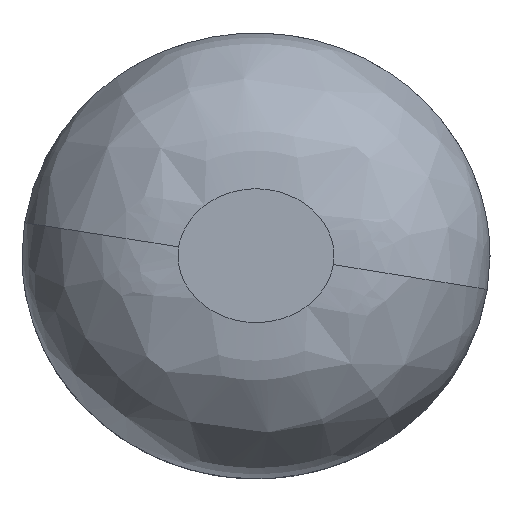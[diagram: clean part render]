
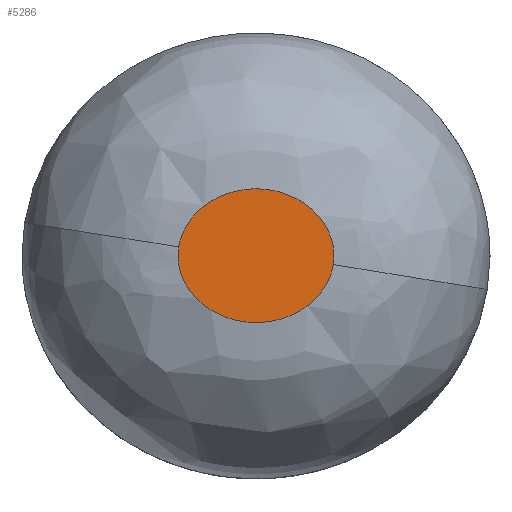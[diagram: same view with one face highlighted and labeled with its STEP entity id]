
A CAD part, top view. The second image highlights one B-rep face of the part: STEP entity #5286.
In plain terms, the highlighted planar face has unit normal (0, 0, 1).
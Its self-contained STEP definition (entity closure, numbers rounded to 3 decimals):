
#1157 = CARTESIAN_POINT ( 'NONE',  ( -0.412, -0.509, 0. ) ) ;
#2390 = ORIENTED_EDGE ( 'NONE', *, *, #21957, .T. ) ;
#2842 = CARTESIAN_POINT ( 'NONE',  ( 0.694, -0.08, 0. ) ) ;
#2886 = CARTESIAN_POINT ( 'NONE',  ( -0.694, 0.079, 0. ) ) ;
#3337 = CARTESIAN_POINT ( 'NONE',  ( 0.641, 0.253, 0. ) ) ;
#4766 = CARTESIAN_POINT ( 'NONE',  ( 0.545, -0.383, 0. ) ) ;
#4991 = CARTESIAN_POINT ( 'NONE',  ( 0.482, -0.44, 0. ) ) ;
#5286 = ADVANCED_FACE ( 'NONE', ( #8229 ), #11697, .T. ) ;
#6065 = ORIENTED_EDGE ( 'NONE', *, *, #20827, .T. ) ;
#6226 = CARTESIAN_POINT ( 'NONE',  ( 0.68, -0.164, 0. ) ) ;
#6445 = DIRECTION ( 'NONE',  ( 1., 0., 0. ) ) ;
#6574 = AXIS2_PLACEMENT_3D ( 'NONE', #10020, #22142, #6445 ) ;
#6637 = CARTESIAN_POINT ( 'NONE',  ( 0.594, 0.326, 0. ) ) ;
#6753 = CARTESIAN_POINT ( 'NONE',  ( 0.694, -0.08, 0. ) ) ;
#7083 = CARTESIAN_POINT ( 'NONE',  ( -0.09, 0.613, 0. ) ) ;
#8229 = FACE_OUTER_BOUND ( 'NONE', #13096, .T. ) ;
#8442 = CARTESIAN_POINT ( 'NONE',  ( 0.694, -0.08, 0. ) ) ;
#9823 = CARTESIAN_POINT ( 'NONE',  ( -0.698, -0.094, 0. ) ) ;
#9933 = CARTESIAN_POINT ( 'NONE',  ( -0.247, -0.58, 0. ) ) ;
#9986 = CARTESIAN_POINT ( 'NONE',  ( -0.667, 0.249, 0. ) ) ;
#10020 = CARTESIAN_POINT ( 'NONE',  ( 0., 0., 0. ) ) ;
#10040 = CARTESIAN_POINT ( 'NONE',  ( -0.694, 0.079, 0. ) ) ;
#10205 = CARTESIAN_POINT ( 'NONE',  ( 0.414, 0.507, 0. ) ) ;
#11697 = PLANE ( 'NONE',  #6574 ) ;
#12252 = B_SPLINE_CURVE_WITH_KNOTS ( 'NONE', 3,
 ( #10040, #14732, #9823, #13503, #20269, #1157, #9933, #14952, #18282, #4991, #4766, #21505, #6226, #2842 ),
 .UNSPECIFIED., .F., .F.,
 ( 4, 2, 2, 2, 2, 2, 4 ),
 ( 0.004, 0.004, 0.005, 0.005, 0.006, 0.006, 0.006 ),
 .UNSPECIFIED. ) ;
#13096 = EDGE_LOOP ( 'NONE', ( #6065, #2390 ) ) ;
#13456 = CARTESIAN_POINT ( 'NONE',  ( 0.248, 0.579, 0. ) ) ;
#13503 = CARTESIAN_POINT ( 'NONE',  ( -0.641, -0.254, 0. ) ) ;
#14732 = CARTESIAN_POINT ( 'NONE',  ( -0.707, -0.006, 0. ) ) ;
#14952 = CARTESIAN_POINT ( 'NONE',  ( 0.091, -0.613, 0. ) ) ;
#15102 = CARTESIAN_POINT ( 'NONE',  ( -0.553, 0.396, 0. ) ) ;
#15333 = CARTESIAN_POINT ( 'NONE',  ( -0.266, 0.575, 0. ) ) ;
#15907 = VERTEX_POINT ( 'NONE', #2886 ) ;
#16575 = VERTEX_POINT ( 'NONE', #8442 ) ;
#16993 = CARTESIAN_POINT ( 'NONE',  ( -0.694, 0.079, 0. ) ) ;
#18282 = CARTESIAN_POINT ( 'NONE',  ( 0.265, -0.575, 0. ) ) ;
#18666 = CARTESIAN_POINT ( 'NONE',  ( 0.707, 0.004, 0. ) ) ;
#20222 = CARTESIAN_POINT ( 'NONE',  ( 0.699, 0.091, 0. ) ) ;
#20269 = CARTESIAN_POINT ( 'NONE',  ( -0.593, -0.327, 0. ) ) ;
#20827 = EDGE_CURVE ( 'NONE', #15907, #16575, #12252, .T. ) ;
#21244 = B_SPLINE_CURVE_WITH_KNOTS ( 'NONE', 3,
 ( #6753, #18666, #20222, #3337, #6637, #10205, #13456, #7083, #15333, #15102, #9986, #16993 ),
 .UNSPECIFIED., .F., .F.,
 ( 4, 2, 2, 2, 2, 4 ),
 ( 0.002, 0.002, 0.002, 0.003, 0.004, 0.004 ),
 .UNSPECIFIED. ) ;
#21505 = CARTESIAN_POINT ( 'NONE',  ( 0.645, -0.244, 0. ) ) ;
#21957 = EDGE_CURVE ( 'NONE', #16575, #15907, #21244, .T. ) ;
#22142 = DIRECTION ( 'NONE',  ( 0., 0., 1. ) ) ;
